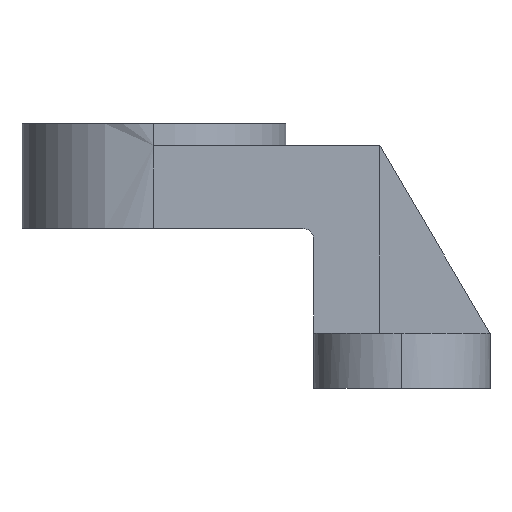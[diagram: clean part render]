
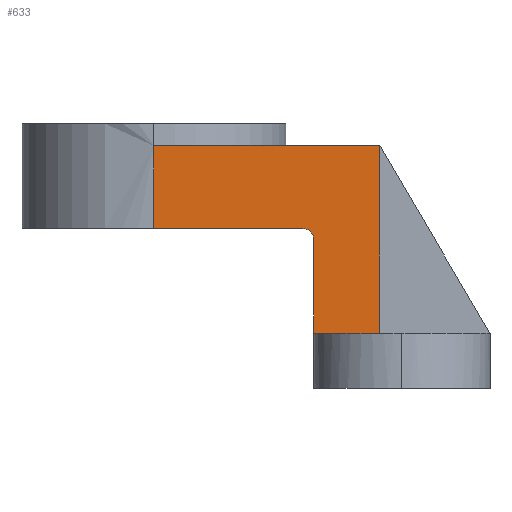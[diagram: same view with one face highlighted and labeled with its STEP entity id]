
A CAD part, left-side view. The second image highlights one B-rep face of the part: STEP entity #633.
In plain terms, the highlighted free-form (B-spline) face has degree [1, 1] with [2, 2] control points.
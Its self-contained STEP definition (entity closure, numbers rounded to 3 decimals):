
#96 = VERTEX_POINT('',#97);
#97 = CARTESIAN_POINT('',(23.424,51.03,24.26
    ));
#105 = EDGE_CURVE('',#106,#96,#108,.T.);
#106 = VERTEX_POINT('',#107);
#107 = CARTESIAN_POINT('',(23.424,51.03,
    36.809));
#108 = B_SPLINE_CURVE_WITH_KNOTS('',1,(#109,#110),.UNSPECIFIED.,.F.,.F.,
  (2,2),(-0.,15.),.PIECEWISE_BEZIER_KNOTS.);
#109 = CARTESIAN_POINT('',(23.424,51.03,
    36.809));
#110 = CARTESIAN_POINT('',(23.424,51.03,
    24.26));
#353 = VERTEX_POINT('',#354);
#354 = CARTESIAN_POINT('',(23.424,16.731,8.366
    ));
#359 = EDGE_CURVE('',#360,#353,#362,.T.);
#360 = VERTEX_POINT('',#361);
#361 = CARTESIAN_POINT('',(23.424,26.77,8.366
    ));
#362 = B_SPLINE_CURVE_WITH_KNOTS('',1,(#363,#364),.UNSPECIFIED.,.F.,.F.,
  (2,2),(0.,12.),.PIECEWISE_BEZIER_KNOTS.);
#363 = CARTESIAN_POINT('',(23.424,26.77,8.366
    ));
#364 = CARTESIAN_POINT('',(23.424,16.731,8.366
    ));
#429 = EDGE_CURVE('',#430,#360,#432,.T.);
#430 = VERTEX_POINT('',#431);
#431 = CARTESIAN_POINT('',(23.424,26.77,
    22.587));
#432 = B_SPLINE_CURVE_WITH_KNOTS('',1,(#433,#434),.UNSPECIFIED.,.F.,.F.,
  (2,2),(2.,19.),.PIECEWISE_BEZIER_KNOTS.);
#433 = CARTESIAN_POINT('',(23.424,26.77,
    22.587));
#434 = CARTESIAN_POINT('',(23.424,26.77,8.366
    ));
#633 = ADVANCED_FACE('',(#634),#664,.F.);
#634 = FACE_BOUND('',#635,.T.);
#635 = EDGE_LOOP('',(#636,#637,#644,#649,#650,#657,#663));
#636 = ORIENTED_EDGE('',*,*,#359,.T.);
#637 = ORIENTED_EDGE('',*,*,#638,.F.);
#638 = EDGE_CURVE('',#639,#353,#641,.T.);
#639 = VERTEX_POINT('',#640);
#640 = CARTESIAN_POINT('',(23.424,16.731,
    36.809));
#641 = B_SPLINE_CURVE_WITH_KNOTS('',1,(#642,#643),.UNSPECIFIED.,.F.,.F.,
  (2,2),(-15.,19.),.PIECEWISE_BEZIER_KNOTS.);
#642 = CARTESIAN_POINT('',(23.424,16.731,
    36.809));
#643 = CARTESIAN_POINT('',(23.424,16.731,8.366
    ));
#644 = ORIENTED_EDGE('',*,*,#645,.F.);
#645 = EDGE_CURVE('',#106,#639,#646,.T.);
#646 = B_SPLINE_CURVE_WITH_KNOTS('',1,(#647,#648),.UNSPECIFIED.,.F.,.F.,
  (2,2),(-41.,-0.),.PIECEWISE_BEZIER_KNOTS.);
#647 = CARTESIAN_POINT('',(23.424,51.03,
    36.809));
#648 = CARTESIAN_POINT('',(23.424,16.731,
    36.809));
#649 = ORIENTED_EDGE('',*,*,#105,.T.);
#650 = ORIENTED_EDGE('',*,*,#651,.T.);
#651 = EDGE_CURVE('',#96,#652,#654,.T.);
#652 = VERTEX_POINT('',#653);
#653 = CARTESIAN_POINT('',(23.424,28.443,24.26
    ));
#654 = B_SPLINE_CURVE_WITH_KNOTS('',1,(#655,#656),.UNSPECIFIED.,.F.,.F.,
  (2,2),(-41.,-14.),.PIECEWISE_BEZIER_KNOTS.);
#655 = CARTESIAN_POINT('',(23.424,51.03,
    24.26));
#656 = CARTESIAN_POINT('',(23.424,28.443,24.26
    ));
#657 = ORIENTED_EDGE('',*,*,#658,.T.);
#658 = EDGE_CURVE('',#652,#430,#659,.T.);
#659 = ( BOUNDED_CURVE() B_SPLINE_CURVE(2,(#660,#661,#662),
.UNSPECIFIED.,.F.,.F.) B_SPLINE_CURVE_WITH_KNOTS((3,3),(3.142,
4.712),.PIECEWISE_BEZIER_KNOTS.) CURVE() 
GEOMETRIC_REPRESENTATION_ITEM() RATIONAL_B_SPLINE_CURVE((1.,
0.707,1.)) REPRESENTATION_ITEM('') );
#660 = CARTESIAN_POINT('',(23.424,28.443,24.26
    ));
#661 = CARTESIAN_POINT('',(23.424,26.77,
    24.26));
#662 = CARTESIAN_POINT('',(23.424,26.77,
    22.587));
#663 = ORIENTED_EDGE('',*,*,#429,.T.);
#664 = B_SPLINE_SURFACE_WITH_KNOTS('',1,1,(
    (#665,#666)
    ,(#667,#668
    )),.UNSPECIFIED.,.F.,.F.,.F.,(2,2),(2,2),(-15.,19.),(-12.,29.),
  .PIECEWISE_BEZIER_KNOTS.);
#665 = CARTESIAN_POINT('',(23.424,16.731,
    36.809));
#666 = CARTESIAN_POINT('',(23.424,51.03,
    36.809));
#667 = CARTESIAN_POINT('',(23.424,16.731,8.366
    ));
#668 = CARTESIAN_POINT('',(23.424,51.03,8.366
    ));
